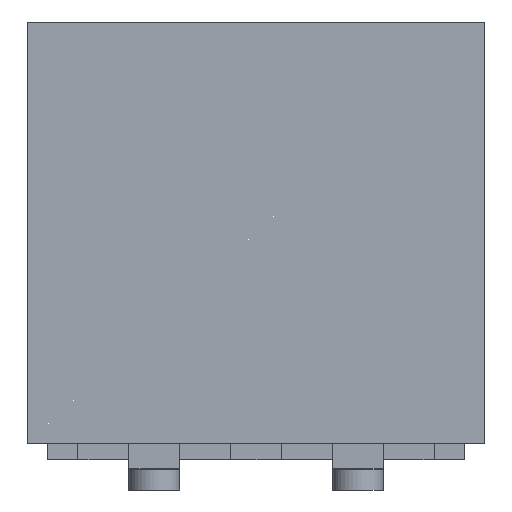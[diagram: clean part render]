
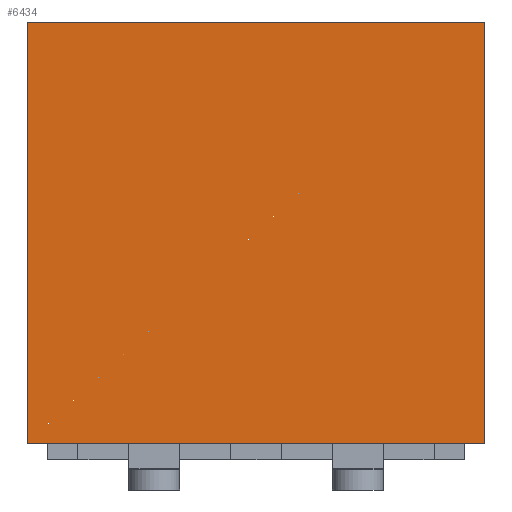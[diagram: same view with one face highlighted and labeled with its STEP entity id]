
A CAD part, left-side view. The second image highlights one B-rep face of the part: STEP entity #6434.
In plain terms, the highlighted face is planar.
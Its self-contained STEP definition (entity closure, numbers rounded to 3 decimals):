
#848=LINE('',#10941,#1552);
#849=LINE('',#10944,#1553);
#850=LINE('',#10946,#1554);
#851=LINE('',#10948,#1555);
#1552=VECTOR('',#8740,1000.);
#1553=VECTOR('',#8741,1000.);
#1554=VECTOR('',#8742,1000.);
#1555=VECTOR('',#8743,1000.);
#3313=ORIENTED_EDGE('',*,*,#4348,.F.);
#3314=ORIENTED_EDGE('',*,*,#4349,.F.);
#3315=ORIENTED_EDGE('',*,*,#4350,.F.);
#3316=ORIENTED_EDGE('',*,*,#4351,.F.);
#4348=EDGE_CURVE('',#4964,#4965,#848,.T.);
#4349=EDGE_CURVE('',#4966,#4964,#849,.T.);
#4350=EDGE_CURVE('',#4967,#4966,#850,.T.);
#4351=EDGE_CURVE('',#4965,#4967,#851,.T.);
#4964=VERTEX_POINT('',#10942);
#4965=VERTEX_POINT('',#10943);
#4966=VERTEX_POINT('',#10945);
#4967=VERTEX_POINT('',#10947);
#5487=EDGE_LOOP('',(#3313,#3314,#3315,#3316));
#5843=FACE_BOUND('',#5487,.T.);
#6087=PLANE('',#7017);
#6434=ADVANCED_FACE('',(#5843),#6087,.F.);
#7017=AXIS2_PLACEMENT_3D('',#10940,#8738,#8739);
#8738=DIRECTION('',(0.,1.,0.));
#8739=DIRECTION('',(0.,0.,1.));
#8740=DIRECTION('',(0.,0.,1.));
#8741=DIRECTION('',(-1.,0.,0.));
#8742=DIRECTION('',(0.,0.,-1.));
#8743=DIRECTION('',(1.,0.,0.));
#10940=CARTESIAN_POINT('',(0.,-2.,0.));
#10941=CARTESIAN_POINT('',(-2.25,-2.,-2.07));
#10942=CARTESIAN_POINT('',(-2.25,-2.,-2.07));
#10943=CARTESIAN_POINT('',(-2.25,-2.,2.07));
#10944=CARTESIAN_POINT('',(2.25,-2.,-2.07));
#10945=CARTESIAN_POINT('',(2.25,-2.,-2.07));
#10946=CARTESIAN_POINT('',(2.25,-2.,2.07));
#10947=CARTESIAN_POINT('',(2.25,-2.,2.07));
#10948=CARTESIAN_POINT('',(-2.25,-2.,2.07));
